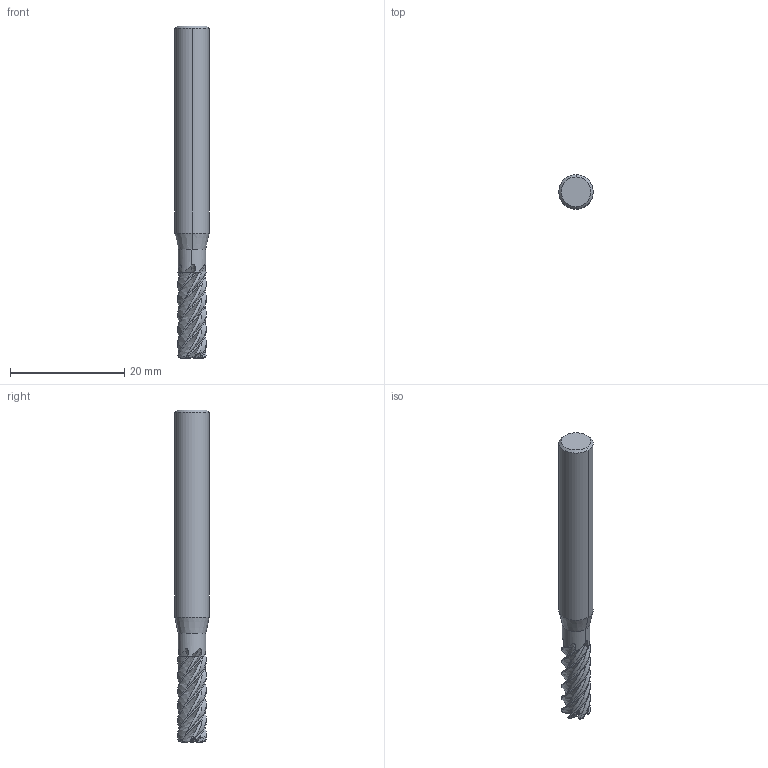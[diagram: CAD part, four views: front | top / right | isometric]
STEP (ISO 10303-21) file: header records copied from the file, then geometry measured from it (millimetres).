
FILE_DESCRIPTION(('no description'),'unknown implementation level');
FILE_NAME('K202293-5_0_5-Detail.stp',' ',('CIMSOURCE GmbH'),('CADClick - KiM GmbH - www.kimweb.de'),'unknown preprocess','ACIS','unknown authorization');
FILE_SCHEMA(('automotive_design'));
Length unit declared in the file: millimetre
Products named in the file (2): NOCUT; CUT
Bounding box: 6 x 6 x 58 mm (x, y, z)
Volume: 1325.4 mm3; surface area: 1406.6 mm2
Topology: 2 solids, 2 shells, 198 faces, 560 edges, 364 vertices
Faces by surface type: plane 86, bspline 54, cone 26, revolution 18, cylinder 8, torus 6
Entity records: 31979 total; most frequent: CARTESIAN_POINT 21196, STYLED_ITEM 1124, PRESENTATION_STYLE_ASSIGNMENT 1124, COLOUR_RGB 1124, ORIENTED_EDGE 1120, DIRECTION 708, EDGE_CURVE 560, CURVE_STYLE 560
